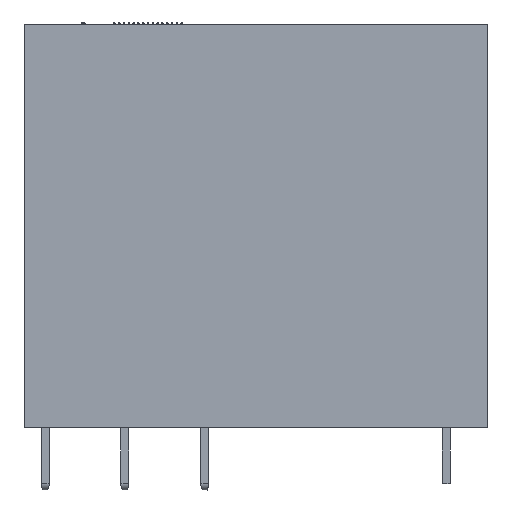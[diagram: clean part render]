
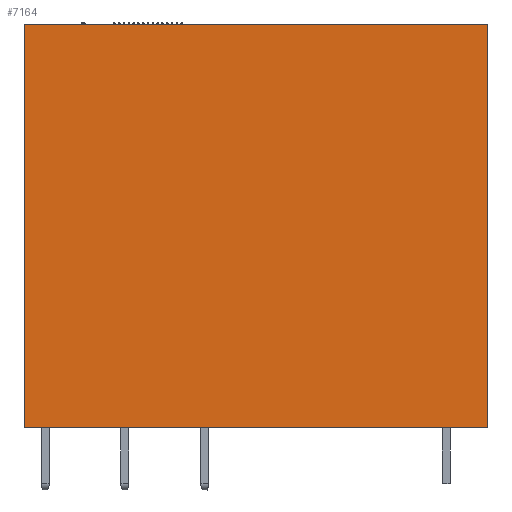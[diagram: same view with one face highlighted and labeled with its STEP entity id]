
A CAD part, left-side view. The second image highlights one B-rep face of the part: STEP entity #7164.
In plain terms, the highlighted planar face has unit normal (-1, 0, 0).
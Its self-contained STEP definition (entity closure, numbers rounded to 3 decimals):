
#856=FACE_OUTER_BOUND('',#1325,.T.);
#1325=EDGE_LOOP('',(#4784,#4785,#4786,#4787));
#1789=LINE('',#10728,#2371);
#1825=LINE('',#10800,#2407);
#1826=LINE('',#10802,#2408);
#1827=LINE('',#10803,#2409);
#2371=VECTOR('',#8468,1.);
#2407=VECTOR('',#8506,1.);
#2408=VECTOR('',#8507,1.);
#2409=VECTOR('',#8508,1.);
#2953=VERTEX_POINT('',#10726);
#2954=VERTEX_POINT('',#10727);
#2989=VERTEX_POINT('',#10799);
#2990=VERTEX_POINT('',#10801);
#3627=EDGE_CURVE('',#2953,#2954,#1789,.T.);
#3663=EDGE_CURVE('',#2954,#2989,#1825,.T.);
#3664=EDGE_CURVE('',#2990,#2989,#1826,.T.);
#3665=EDGE_CURVE('',#2990,#2953,#1827,.T.);
#4784=ORIENTED_EDGE('',*,*,#3627,.T.);
#4785=ORIENTED_EDGE('',*,*,#3663,.T.);
#4786=ORIENTED_EDGE('',*,*,#3664,.F.);
#4787=ORIENTED_EDGE('',*,*,#3665,.T.);
#6991=PLANE('',#7627);
#7164=ADVANCED_FACE('',(#856),#6991,.T.);
#7627=AXIS2_PLACEMENT_3D('',#10798,#8504,#8505);
#8468=DIRECTION('',(0.,-1.,0.));
#8504=DIRECTION('center_axis',(-1.,0.,0.));
#8505=DIRECTION('ref_axis',(0.,0.,1.));
#8506=DIRECTION('',(0.,0.,1.));
#8507=DIRECTION('',(0.,-1.,0.));
#8508=DIRECTION('',(0.,0.,-1.));
#10726=CARTESIAN_POINT('',(0.,14.5,0.));
#10727=CARTESIAN_POINT('',(0.,-14.5,0.));
#10728=CARTESIAN_POINT('',(0.,0.,0.));
#10798=CARTESIAN_POINT('Origin',(0.,0.,0.));
#10799=CARTESIAN_POINT('',(0.,-14.5,25.2));
#10800=CARTESIAN_POINT('',(0.,-14.5,25.));
#10801=CARTESIAN_POINT('',(0.,14.5,25.2));
#10802=CARTESIAN_POINT('',(0.,14.5,25.2));
#10803=CARTESIAN_POINT('',(0.,14.5,25.));
